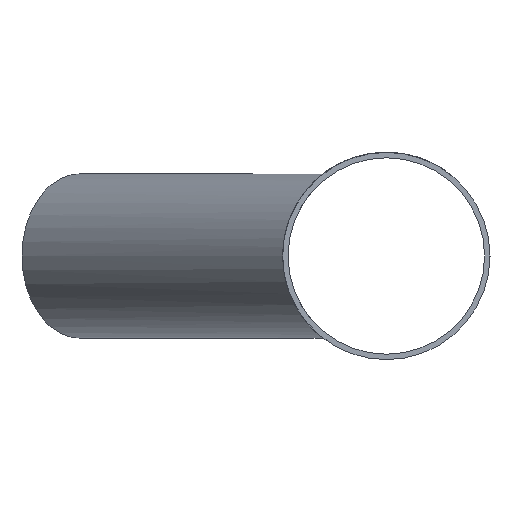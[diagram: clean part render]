
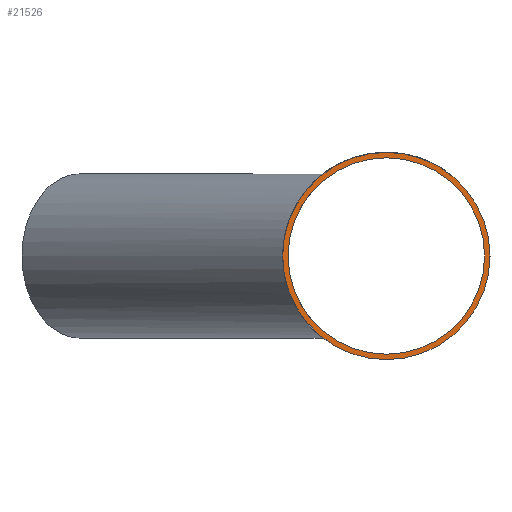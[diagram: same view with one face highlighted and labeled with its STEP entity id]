
A CAD part, left-side view. The second image highlights one B-rep face of the part: STEP entity #21526.
In plain terms, the highlighted planar face has unit normal (-1, 0, 0).
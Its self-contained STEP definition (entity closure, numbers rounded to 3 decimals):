
#8 = EDGE_CURVE ( 'NONE', #3574, #3574, #17519, .T. ) ;
#3574 = VERTEX_POINT ( 'NONE', #28298 ) ;
#3817 = FACE_OUTER_BOUND ( 'NONE', #15146, .T. ) ;
#5336 = DIRECTION ( 'NONE',  ( -1., 0., 0. ) ) ;
#6779 = CARTESIAN_POINT ( 'NONE',  ( -117.5, 0., 38.05 ) ) ;
#7080 = AXIS2_PLACEMENT_3D ( 'NONE', #17684, #22372, #17777 ) ;
#7739 = DIRECTION ( 'NONE',  ( 0., 0., 1. ) ) ;
#7828 = DIRECTION ( 'NONE',  ( -1., 0., 0. ) ) ;
#8825 = AXIS2_PLACEMENT_3D ( 'NONE', #20805, #7828, #7739 ) ;
#9473 = CARTESIAN_POINT ( 'NONE',  ( -117.5, 0., 0. ) ) ;
#11572 = ORIENTED_EDGE ( 'NONE', *, *, #8, .F. ) ;
#12421 = EDGE_LOOP ( 'NONE', ( #11572 ) ) ;
#13130 = ORIENTED_EDGE ( 'NONE', *, *, #27626, .T. ) ;
#13816 = VERTEX_POINT ( 'NONE', #6779 ) ;
#15146 = EDGE_LOOP ( 'NONE', ( #13130 ) ) ;
#16498 = FACE_BOUND ( 'NONE', #12421, .T. ) ;
#17519 = CIRCLE ( 'NONE', #25401, 36.05 ) ;
#17684 = CARTESIAN_POINT ( 'NONE',  ( -117.5, 0., 0. ) ) ;
#17777 = DIRECTION ( 'NONE',  ( 0., 0., 1. ) ) ;
#19677 = CIRCLE ( 'NONE', #7080, 38.05 ) ;
#20619 = DIRECTION ( 'NONE',  ( 0., 0., 1. ) ) ;
#20805 = CARTESIAN_POINT ( 'NONE',  ( -117.5, 0., 0. ) ) ;
#20902 = PLANE ( 'NONE',  #8825 ) ;
#21526 = ADVANCED_FACE ( 'NONE', ( #16498, #3817 ), #20902, .T. ) ;
#22372 = DIRECTION ( 'NONE',  ( -1., 0., 0. ) ) ;
#25401 = AXIS2_PLACEMENT_3D ( 'NONE', #9473, #5336, #20619 ) ;
#27626 = EDGE_CURVE ( 'NONE', #13816, #13816, #19677, .T. ) ;
#28298 = CARTESIAN_POINT ( 'NONE',  ( -117.5, 0., 36.05 ) ) ;
